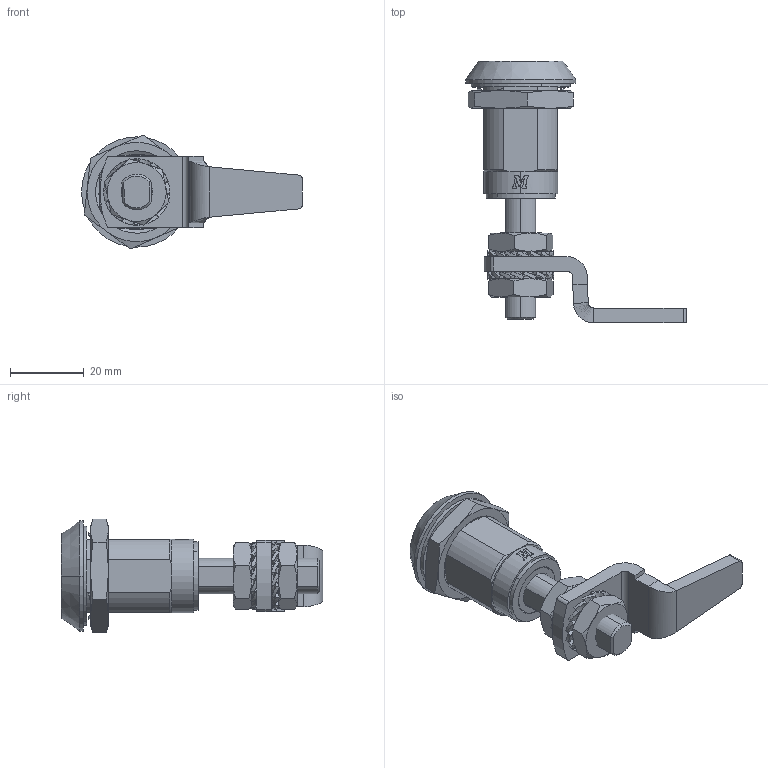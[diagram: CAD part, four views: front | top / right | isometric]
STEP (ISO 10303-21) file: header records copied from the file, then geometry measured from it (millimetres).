
FILE_DESCRIPTION (( 'STEP AP214' ), '1' );
FILE_NAME ('040.2.1.1.15.02.002.STEP', '2017-08-17T11:45:45', ( '' ), ( '' ), 'SwSTEP 2.0', 'SolidWorks 2017', '' );
FILE_SCHEMA (( 'AUTOMOTIVE_DESIGN' ));
Length unit declared in the file: millimetre
Products named in the file (13): 040.2.1.1.15.02.002; _101; _33; hexagon nut ISO 4035 M10; hexagon nut ISO 4035 M10_2; _337; _337_2; 30802021; 20501015; _262; _96; _24; saft
Assembly tree (12 placements, depth 2):
  040.2.1.1.15.02.002
    _101
    _33
    hexagon nut ISO 4035 M10
    hexagon nut ISO 4035 M10_2
    _337
    _337_2
    30802021
    20501015
    _262
    _96
    _24
    saft
Bounding box: 60.03 x 71.1 x 30.99 mm (x, y, z)
Volume: 21712.9 mm3; surface area: 18723.2 mm2
Topology: 12 solids, 12 shells, 447 faces, 1105 edges, 694 vertices
Faces by surface type: bspline 176, plane 127, cylinder 86, cone 58
Entity records: 20445 total; most frequent: CARTESIAN_POINT 10372, ORIENTED_EDGE 2210, DIRECTION 1548, EDGE_CURVE 1105, VERTEX_POINT 694, AXIS2_PLACEMENT_3D 529, LINE 490, VECTOR 490
